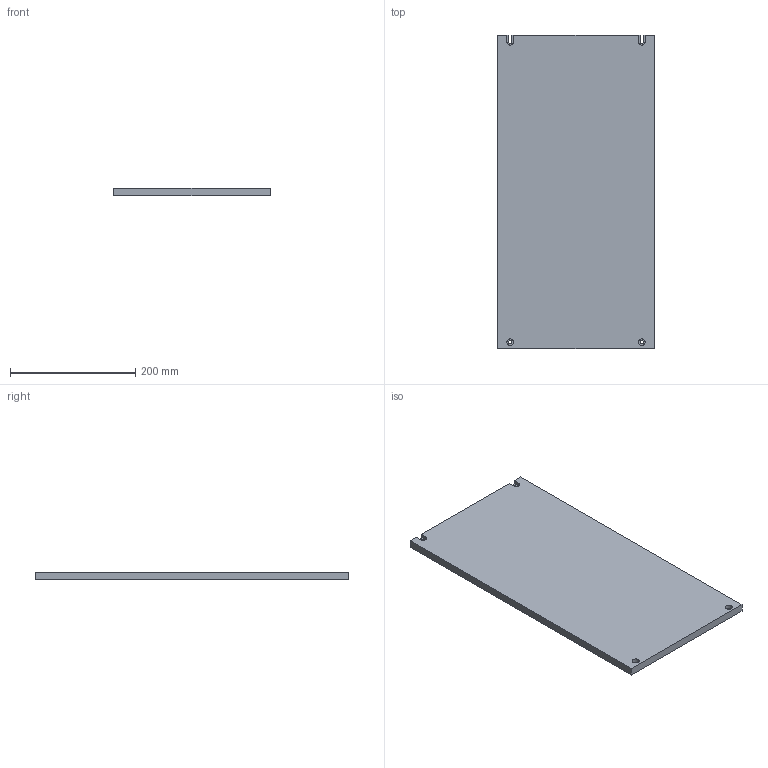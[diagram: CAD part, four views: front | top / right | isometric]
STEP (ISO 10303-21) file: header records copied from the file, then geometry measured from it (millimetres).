
FILE_DESCRIPTION(/* description */ ('MDF wasteboard (1/2")'),/* implementation_level */ '2;1');
FILE_NAME(/* name */ 'two_part_wastebaord_500.ipt.step',/* time_stamp */ '2013-11-18T15:50:31-06:00',/* author */ ('Edward'),/* organization */ (''),/* preprocessor_version */ 'ST-DEVELOPER v15.2',/* originating_system */ 'Autodesk Inventor 2014',/* authorisation */ 'PER A&M QOUOTE 8-7-13');
FILE_SCHEMA (('AUTOMOTIVE_DESIGN { 1 0 10303 214 3 1 1 }'));
Length unit declared in the file: millimetre
Products named in the file (1): two_part_wastebaord_500
Bounding box: 250 x 500 x 12.7 mm (x, y, z)
Volume: 1583254.9 mm3; surface area: 269959.1 mm2
Topology: 1 solids, 1 shells, 28 faces, 72 edges, 48 vertices
Faces by surface type: plane 20, cylinder 8
Full cylindrical faces by diameter (mm): 5.5 x2, 11 x2
Entity records: 861 total; most frequent: CARTESIAN_POINT 145, DIRECTION 142, ORIENTED_EDGE 136, EDGE_CURVE 68, LINE 52, VECTOR 52, VERTEX_POINT 48, AXIS2_PLACEMENT_3D 45
